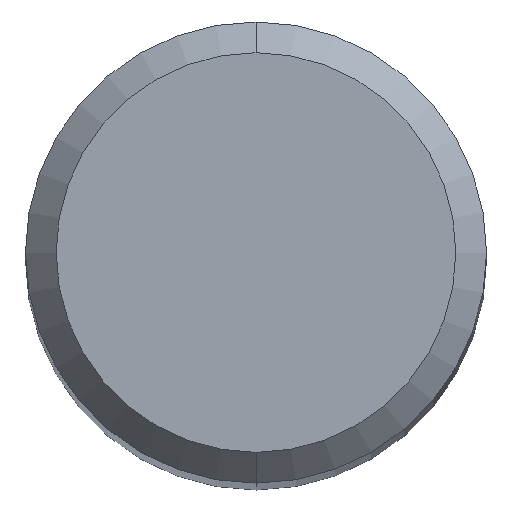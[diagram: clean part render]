
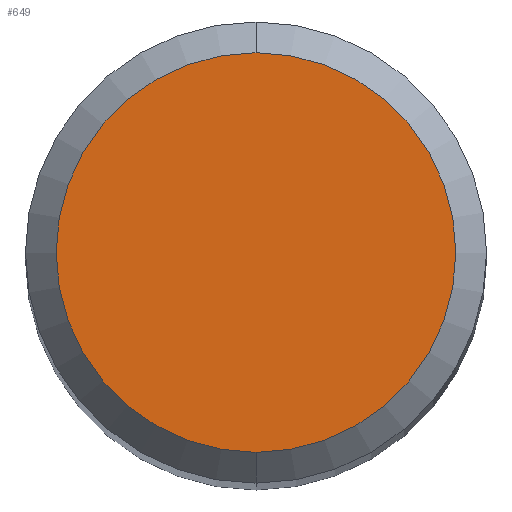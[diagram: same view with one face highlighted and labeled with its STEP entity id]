
A CAD part, top view. The second image highlights one B-rep face of the part: STEP entity #649.
In plain terms, the highlighted planar face has unit normal (0, 0, 1).
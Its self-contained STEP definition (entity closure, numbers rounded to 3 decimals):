
#329=EDGE_CURVE('',#577,#353,#925,.T.);
#353=VERTEX_POINT('',#951);
#503=EDGE_CURVE('',#353,#577,#1115,.T.);
#577=VERTEX_POINT('',#1194);
#649=ADVANCED_FACE('',(#1273),#1274,.T.);
#925=CIRCLE('',#2498,2.6);
#951=CARTESIAN_POINT('',(0.0,2.6,0.0));
#1115=CIRCLE('',#3935,2.6);
#1194=CARTESIAN_POINT('',(0.,-2.6,0.0));
#1273=FACE_OUTER_BOUND('',#4914,.T.);
#1274=PLANE('',#4915);
#2498=AXIS2_PLACEMENT_3D('',#7817,#7818,#7819);
#3935=AXIS2_PLACEMENT_3D('',#8011,#8012,#8013);
#4914=EDGE_LOOP('',(#8173,#8174));
#4915=AXIS2_PLACEMENT_3D('',#8175,#8176,#8177);
#7817=CARTESIAN_POINT('',(0.0,0.0,0.0));
#7818=DIRECTION('',(0.0,0.0,-1.0));
#7819=DIRECTION('',(0.0,1.0,0.0));
#8011=CARTESIAN_POINT('',(0.0,0.0,0.0));
#8012=DIRECTION('',(0.0,0.0,-1.0));
#8013=DIRECTION('',(0.0,1.0,0.0));
#8173=ORIENTED_EDGE('',*,*,#503,.F.);
#8174=ORIENTED_EDGE('',*,*,#329,.F.);
#8175=CARTESIAN_POINT('',(0.0,1.3,0.0));
#8176=DIRECTION('',(-0.0,0.0,1.0));
#8177=DIRECTION('',(0.0,-1.0,0.0));
